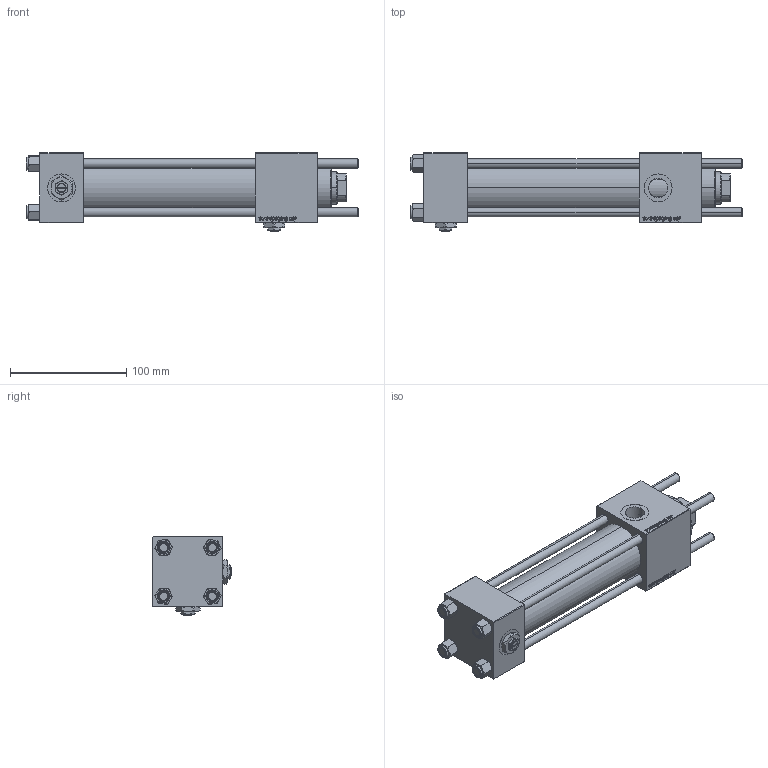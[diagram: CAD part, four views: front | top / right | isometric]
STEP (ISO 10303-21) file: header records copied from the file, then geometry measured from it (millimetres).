
FILE_DESCRIPTION (( 'STEP AP203' ), '1' );
FILE_NAME ('1e34.STEP', '2022-05-06T12:59:21', ( '' ), ( '' ), 'SwSTEP 2.0', 'SolidWorks 2019', '' );
FILE_SCHEMA (( 'CONFIG_CONTROL_DESIGN' ));
Length unit declared in the file: millimetre
Products named in the file (7): V215CR_B_TYCINKA f08f980b733f2f48b79b4bce0cd3cdef; NUT_M5_B f08f980b733f2f48b79b4bce0cd3cdef; V215CR_B-1 f08f980b733f2f48b79b4bce0cd3cdef; 1e34; V215CR_VCP_B f08f980b733f2f48b79b4bce0cd3cdef; Zatka_pro_OIL_PORT f08f980b733f2f48b79b4bce0cd3cdef; V215_VC_A f08f980b733f2f48b79b4bce0cd3cdef
Assembly tree (13 placements, depth 2):
  1e34
    V215CR_B-1 f08f980b733f2f48b79b4bce0cd3cdef
    V215CR_VCP_B f08f980b733f2f48b79b4bce0cd3cdef
    NUT_M5_B f08f980b733f2f48b79b4bce0cd3cdef  x4
    V215CR_B_TYCINKA f08f980b733f2f48b79b4bce0cd3cdef  x4
    V215_VC_A f08f980b733f2f48b79b4bce0cd3cdef
    Zatka_pro_OIL_PORT f08f980b733f2f48b79b4bce0cd3cdef  x2
Bounding box: 285 x 67 x 67 mm (x, y, z)
Volume: 541446.4 mm3; surface area: 164522 mm2
Topology: 13 solids, 13 shells, 1266 faces, 3184 edges, 2053 vertices
Faces by surface type: bspline 504, plane 482, cone 178, cylinder 94, torus 8
Entity records: 59047 total; most frequent: CARTESIAN_POINT 34702, ORIENTED_EDGE 5668, DIRECTION 3208, EDGE_CURVE 2834, VERTEX_POINT 1851, LINE 1498, VECTOR 1498, EDGE_LOOP 1235
